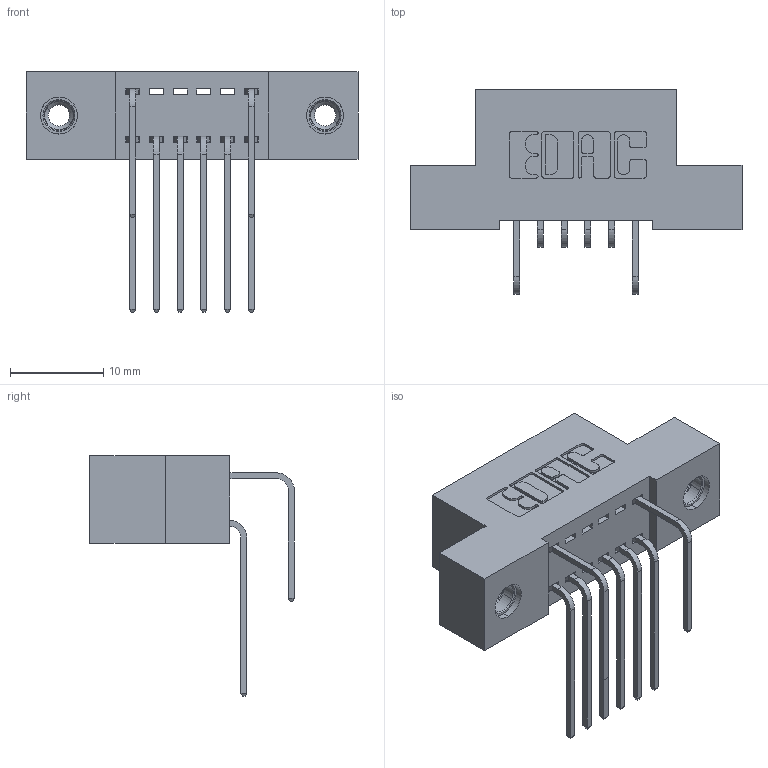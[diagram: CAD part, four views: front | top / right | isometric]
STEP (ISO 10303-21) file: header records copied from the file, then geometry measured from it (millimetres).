
FILE_DESCRIPTION (( 'STEP AP203' ), '1' );
FILE_NAME ('342-012-558-208.STEP', '2018-08-10T15:52:25', ( '' ), ( '' ), 'SwSTEP 2.0', 'SolidWorks 2016', '' );
FILE_SCHEMA (( 'CONFIG_CONTROL_DESIGN' ));
Length unit declared in the file: inch
Products named in the file (5): 345-292-001_558 559 Tail - 1; 345-292-001_558 Tail - 2; 345-250-001_345-250-003-102; 342-012-558-208; 342 Part_TI
Assembly tree (11 placements, depth 2):
  342-012-558-208
    342 Part_TI
    345-292-001_558 559 Tail - 1  x6
    345-292-001_558 Tail - 2  x2
    345-250-001_345-250-003-102  x2
Bounding box: 35.56 x 21.91 x 25.78 mm (x, y, z)
Volume: 3029.1 mm3; surface area: 4063.7 mm2
Topology: 11 solids, 11 shells, 626 faces, 1807 edges, 1186 vertices
Faces by surface type: plane 426, cylinder 184, cone 12, torus 4
Entity records: 11226 total; most frequent: CARTESIAN_POINT 1952, ORIENTED_EDGE 1834, DIRECTION 1739, EDGE_CURVE 917, LINE 729, VECTOR 729, VERTEX_POINT 604, AXIS2_PLACEMENT_3D 505
